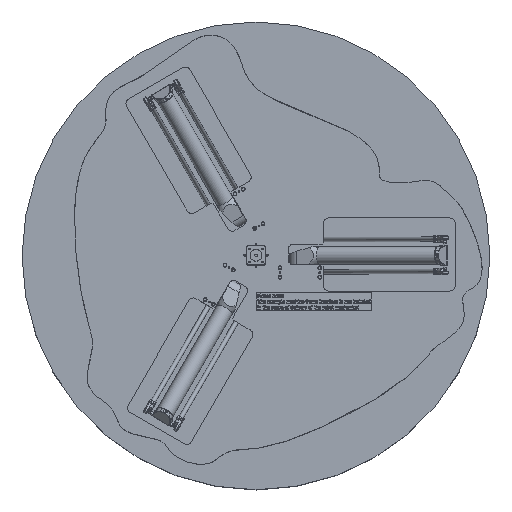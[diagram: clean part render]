
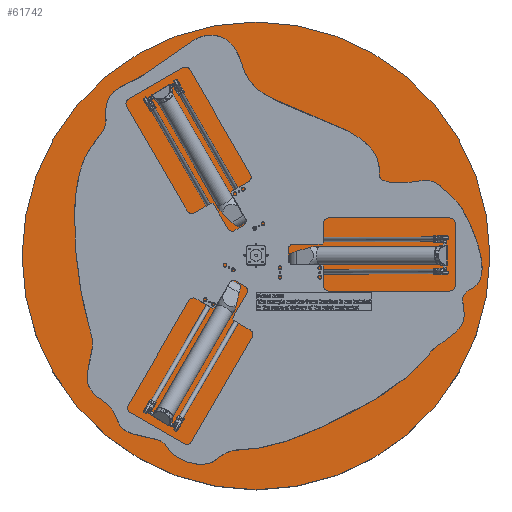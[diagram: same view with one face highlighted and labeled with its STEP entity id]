
A CAD part, top view. The second image highlights one B-rep face of the part: STEP entity #61742.
In plain terms, the highlighted face is planar.
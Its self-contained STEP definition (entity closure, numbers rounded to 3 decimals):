
#5341=PLANE('',#65976);
#9154=FACE_OUTER_BOUND('',#12979,.T.);
#12979=EDGE_LOOP('',(#55665));
#24644=CIRCLE('',#65974,800.);
#30199=VERTEX_POINT('',#123173);
#38688=EDGE_CURVE('',#30199,#30199,#24644,.T.);
#55665=ORIENTED_EDGE('',*,*,#38688,.T.);
#61742=ADVANCED_FACE('',(#9154),#5341,.T.);
#65974=AXIS2_PLACEMENT_3D('',#123174,#78781,#78782);
#65976=AXIS2_PLACEMENT_3D('',#123178,#78786,#78787);
#78781=DIRECTION('center_axis',(0.,1.,0.));
#78782=DIRECTION('ref_axis',(-1.,0.,0.));
#78786=DIRECTION('center_axis',(0.,1.,0.));
#78787=DIRECTION('ref_axis',(0.,0.,1.));
#123173=CARTESIAN_POINT('',(800.,600.,0.));
#123174=CARTESIAN_POINT('Origin',(0.,600.,0.));
#123178=CARTESIAN_POINT('Origin',(-400.,600.,0.));
